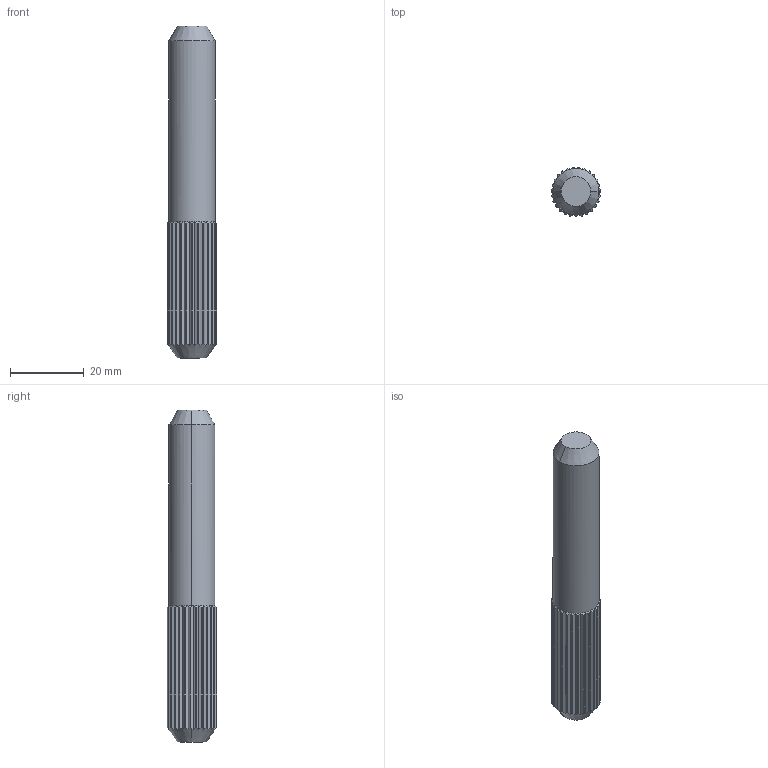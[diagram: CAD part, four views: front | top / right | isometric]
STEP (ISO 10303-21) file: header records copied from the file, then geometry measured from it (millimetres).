
FILE_DESCRIPTION (( 'STEP AP203' ), '1' );
FILE_NAME ('901-20.STEP', '2021-03-29T13:23:59', ( '' ), ( '' ), 'SwSTEP 2.0', 'SolidWorks 2018', '' );
FILE_SCHEMA (( 'CONFIG_CONTROL_DESIGN' ));
Length unit declared in the file: millimetre
Products named in the file (2): 901-20
Bounding box: 13.49 x 13.47 x 90 mm (x, y, z)
Volume: 11134.8 mm3; surface area: 4004.5 mm2
Topology: 1 solids, 1 shells, 332 faces, 870 edges, 561 vertices
Faces by surface type: plane 170, bspline 101, cone 32, cylinder 29
Entity records: 15347 total; most frequent: CARTESIAN_POINT 7879, ORIENTED_EDGE 1740, DIRECTION 1112, EDGE_CURVE 870, VERTEX_POINT 561, VECTOR 468, LINE 468, EDGE_LOOP 353
